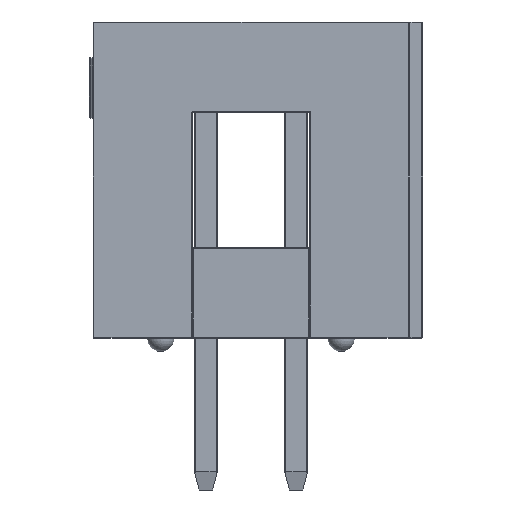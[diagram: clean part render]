
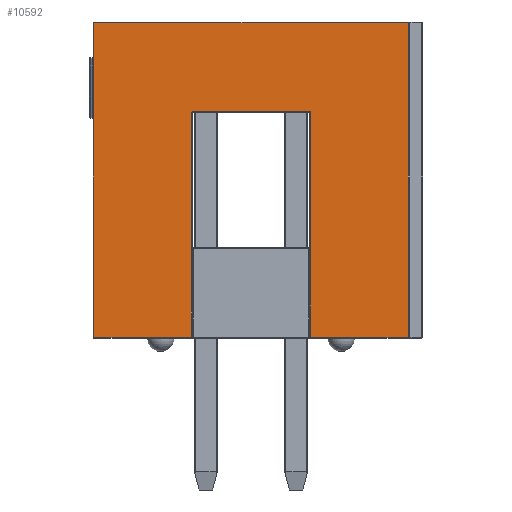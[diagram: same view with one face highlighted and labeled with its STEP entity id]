
A CAD part, left-side view. The second image highlights one B-rep face of the part: STEP entity #10592.
In plain terms, the highlighted planar face has unit normal (-1, 0, 0).
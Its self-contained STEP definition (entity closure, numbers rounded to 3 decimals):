
#770=CIRCLE('',#11349,0.051);
#912=PLANE('',#11511);
#1432=FACE_OUTER_BOUND('',#2075,.T.);
#2075=EDGE_LOOP('',(#8444,#8445,#8446,#8447,#8448,#8449,#8450,#8451,#8452));
#2587=LINE('',#15597,#3684);
#2604=LINE('',#15823,#3701);
#2608=LINE('',#15847,#3705);
#2639=LINE('',#15999,#3736);
#2641=LINE('',#16002,#3738);
#2646=LINE('',#16010,#3743);
#2649=LINE('',#16014,#3746);
#2701=LINE('',#16092,#3798);
#3684=VECTOR('',#12500,10.);
#3701=VECTOR('',#12649,10.);
#3705=VECTOR('',#12677,10.);
#3736=VECTOR('',#12858,10.);
#3738=VECTOR('',#12862,10.);
#3743=VECTOR('',#12873,10.);
#3746=VECTOR('',#12878,10.);
#3798=VECTOR('',#12982,10.);
#4865=VERTEX_POINT('',#15237);
#4902=VERTEX_POINT('',#15454);
#4921=VERTEX_POINT('',#15596);
#4966=VERTEX_POINT('',#15816);
#4975=VERTEX_POINT('',#15841);
#4976=VERTEX_POINT('',#15843);
#5001=VERTEX_POINT('',#15915);
#5002=VERTEX_POINT('',#15919);
#5015=VERTEX_POINT('',#15963);
#5954=EDGE_CURVE('',#4865,#4921,#2587,.T.);
#6019=EDGE_CURVE('',#4966,#4902,#2604,.T.);
#6029=EDGE_CURVE('',#4975,#4976,#770,.T.);
#6031=EDGE_CURVE('',#4921,#4975,#2608,.T.);
#6108=EDGE_CURVE('',#5002,#5015,#2639,.T.);
#6110=EDGE_CURVE('',#5015,#5001,#2641,.T.);
#6115=EDGE_CURVE('',#4976,#5002,#2646,.T.);
#6118=EDGE_CURVE('',#5001,#4966,#2649,.T.);
#6170=EDGE_CURVE('',#4902,#4865,#2701,.T.);
#8444=ORIENTED_EDGE('',*,*,#6108,.F.);
#8445=ORIENTED_EDGE('',*,*,#6115,.F.);
#8446=ORIENTED_EDGE('',*,*,#6029,.F.);
#8447=ORIENTED_EDGE('',*,*,#6031,.F.);
#8448=ORIENTED_EDGE('',*,*,#5954,.F.);
#8449=ORIENTED_EDGE('',*,*,#6170,.F.);
#8450=ORIENTED_EDGE('',*,*,#6019,.F.);
#8451=ORIENTED_EDGE('',*,*,#6118,.F.);
#8452=ORIENTED_EDGE('',*,*,#6110,.F.);
#10592=ADVANCED_FACE('',(#1432),#912,.T.);
#11349=AXIS2_PLACEMENT_3D('',#15844,#12671,#12672);
#11511=AXIS2_PLACEMENT_3D('',#16602,#13343,#13344);
#12500=DIRECTION('',(0.,0.,1.));
#12649=DIRECTION('',(0.,0.,-1.));
#12671=DIRECTION('center_axis',(-1.,0.,0.));
#12672=DIRECTION('ref_axis',(0.,0.707,0.707));
#12677=DIRECTION('',(0.,1.,0.));
#12858=DIRECTION('',(0.,1.,0.));
#12862=DIRECTION('',(0.,0.,1.));
#12873=DIRECTION('',(0.,0.,-1.));
#12878=DIRECTION('',(0.,-1.,0.));
#12982=DIRECTION('',(0.,1.,0.));
#13343=DIRECTION('center_axis',(-1.,0.,0.));
#13344=DIRECTION('ref_axis',(0.,-1.,0.));
#15237=CARTESIAN_POINT('',(-33.655,-1.676,0.025));
#15454=CARTESIAN_POINT('',(-33.655,-4.42,0.025));
#15596=CARTESIAN_POINT('',(-33.655,-1.676,6.375));
#15597=CARTESIAN_POINT('',(-33.655,-1.676,3.175));
#15816=CARTESIAN_POINT('',(-33.655,-4.42,8.865));
#15823=CARTESIAN_POINT('',(-33.655,-4.42,0.));
#15841=CARTESIAN_POINT('',(-33.655,1.626,6.375));
#15843=CARTESIAN_POINT('',(-33.655,1.676,6.325));
#15844=CARTESIAN_POINT('Origin',(-33.655,1.626,6.325));
#15847=CARTESIAN_POINT('',(-33.655,3.048,6.375));
#15915=CARTESIAN_POINT('',(-33.655,4.42,8.865));
#15919=CARTESIAN_POINT('',(-33.655,1.676,0.025));
#15963=CARTESIAN_POINT('',(-33.655,4.42,0.025));
#15999=CARTESIAN_POINT('',(-33.655,2.223,0.025));
#16002=CARTESIAN_POINT('',(-33.655,4.42,0.));
#16010=CARTESIAN_POINT('',(-33.655,1.676,0.));
#16014=CARTESIAN_POINT('',(-33.655,2.223,8.865));
#16092=CARTESIAN_POINT('',(-33.655,2.223,0.025));
#16602=CARTESIAN_POINT('Origin',(-33.655,4.445,0.));
